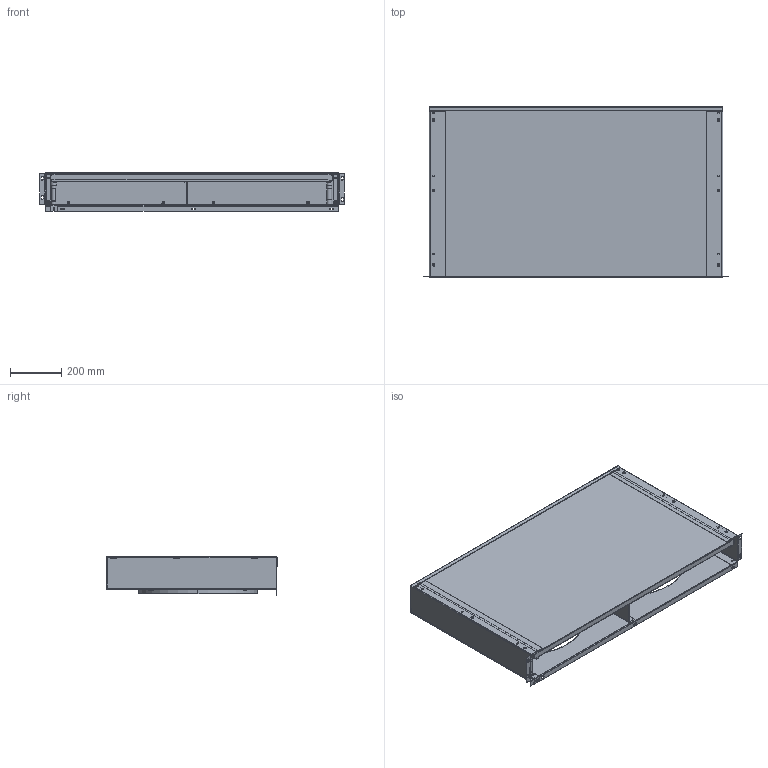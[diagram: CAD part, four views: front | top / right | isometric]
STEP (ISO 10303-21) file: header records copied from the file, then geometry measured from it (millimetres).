
FILE_DESCRIPTION((''),'2;1');
FILE_NAME('191U0645E_ASM','2023-04-04T09:28:00',('U375483'),('DANFOSS COMMERCIAL COMPRESSOR'),'CREO PARAMETRIC BY PTC INC, 2022124','CREO PARAMETRIC BY PTC INC, 2022124','');
FILE_SCHEMA(('CONFIG_CONTROL_DESIGN'));
Length unit declared in the file: millimetre
Products named in the file (11): 191U124607P01_01; 191U124607P01_02; 191U124607P01_ASM; 191U124607P02; 191U124607P03; 191U124607P04; 193U5105; 191U124607_ASM; 021F0139; 191U0645; 191U0645E_ASM
Assembly tree (19 placements, depth 4):
  191U0645E_ASM
    191U124607_ASM
      191U124607P01_ASM
        191U124607P01_01
        191U124607P01_02
      191U124607P02
      191U124607P03
      191U124607P04
      193U5105  x10
    021F0139
    191U0645
Bounding box: 1189.1 x 666.78 x 151.32 mm (x, y, z)
Volume: 1601309.7 mm3; surface area: 3699737.1 mm2
Topology: 16 solids, 27 shells, 903 faces, 2231 edges, 1404 vertices
Faces by surface type: plane 481, cylinder 310, cone 84, torus 24, bspline 4
Entity records: 21489 total; most frequent: CARTESIAN_POINT 4345, DIRECTION 3641, ORIENTED_EDGE 3387, EDGE_CURVE 1709, AXIS2_PLACEMENT_3D 1251, VECTOR 1139, LINE 1139, VERTEX_POINT 1080
